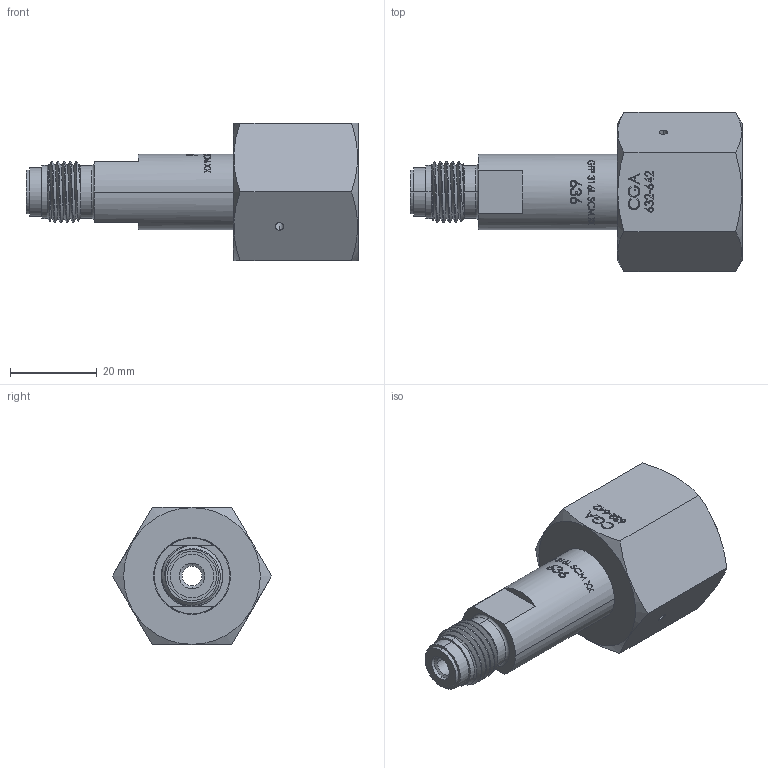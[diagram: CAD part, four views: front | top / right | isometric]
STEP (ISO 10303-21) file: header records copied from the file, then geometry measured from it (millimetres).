
FILE_DESCRIPTION (( 'STEP AP203' ), '1' );
FILE_NAME ('INL-636SS-4MFS.STEP', '2025-01-16T13:47:29', ( '' ), ( '' ), 'SwSTEP 2.0', 'SolidWorks 2018', '' );
FILE_SCHEMA (( 'CONFIG_CONTROL_DESIGN' ));
Length unit declared in the file: inch
Products named in the file (3): INL-636SS-4MFS; PRT-000988; PRT-000192
Assembly tree (2 placements, depth 2):
  INL-636SS-4MFS
    PRT-000988
    PRT-000192
Bounding box: 76.51 x 36.66 x 31.75 mm (x, y, z)
Volume: 27971.6 mm3; surface area: 13353.6 mm2
Topology: 2 solids, 2 shells, 479 faces, 1432 edges, 1000 vertices
Faces by surface type: bspline 204, plane 148, cylinder 86, cone 23, torus 18
Entity records: 35416 total; most frequent: CARTESIAN_POINT 24126, ORIENTED_EDGE 2864, EDGE_CURVE 1432, DIRECTION 1377, VERTEX_POINT 1000, B_SPLINE_CURVE_WITH_KNOTS 801, EDGE_LOOP 530, AXIS2_PLACEMENT_3D 487
